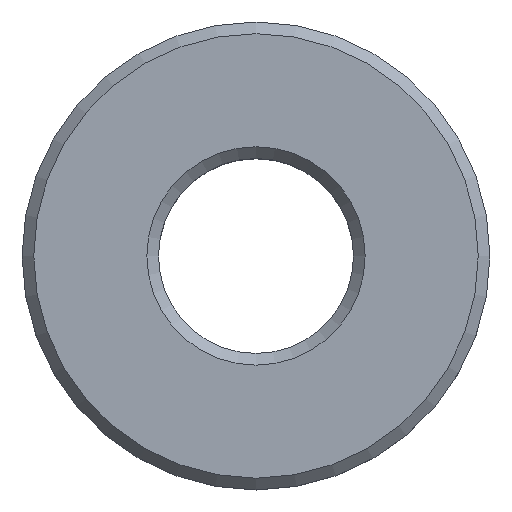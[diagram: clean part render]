
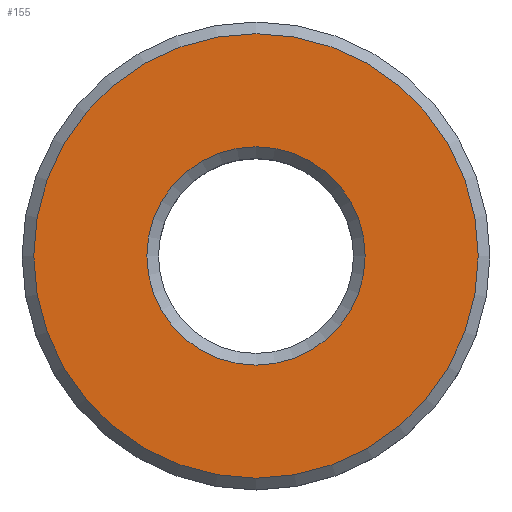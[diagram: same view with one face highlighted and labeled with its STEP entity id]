
A CAD part, top view. The second image highlights one B-rep face of the part: STEP entity #155.
In plain terms, the highlighted planar face has unit normal (0, 0, 1).
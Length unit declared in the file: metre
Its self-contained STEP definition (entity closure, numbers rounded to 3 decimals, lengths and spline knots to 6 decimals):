
#155=ADVANCED_FACE('',(#172,#173),#174,.T.);
#172=FACE_BOUND('',#206,.T.);
#173=FACE_OUTER_BOUND('',#207,.T.);
#174=PLANE('',#208);
#206=EDGE_LOOP('',(#243));
#207=EDGE_LOOP('',(#244));
#208=AXIS2_PLACEMENT_3D('',#245,#246,#247);
#243=ORIENTED_EDGE('',*,*,#289,.T.);
#244=ORIENTED_EDGE('',*,*,#291,.F.);
#245=CARTESIAN_POINT('',(0.0057,0.0,0.006));
#246=DIRECTION('',(0.0,0.,1.0));
#247=DIRECTION('',(0.0,-1.0,0.));
#289=EDGE_CURVE('',#301,#301,#302,.T.);
#291=EDGE_CURVE('',#305,#305,#306,.T.);
#301=VERTEX_POINT('',#323);
#302=CIRCLE('',#324,0.0028);
#305=VERTEX_POINT('',#327);
#306=CIRCLE('',#328,0.0057);
#323=CARTESIAN_POINT('',(0.0028,0.0,0.006));
#324=AXIS2_PLACEMENT_3D('',#346,#347,#348);
#327=CARTESIAN_POINT('',(0.0057,0.0,0.006));
#328=AXIS2_PLACEMENT_3D('',#352,#353,#354);
#346=CARTESIAN_POINT('',(0.0,0.0,0.006));
#347=DIRECTION('',(0.0,0.,-1.0));
#348=DIRECTION('',(0.0,1.0,0.));
#352=CARTESIAN_POINT('',(0.0,0.0,0.006));
#353=DIRECTION('',(0.0,0.,-1.0));
#354=DIRECTION('',(0.0,1.0,0.));
